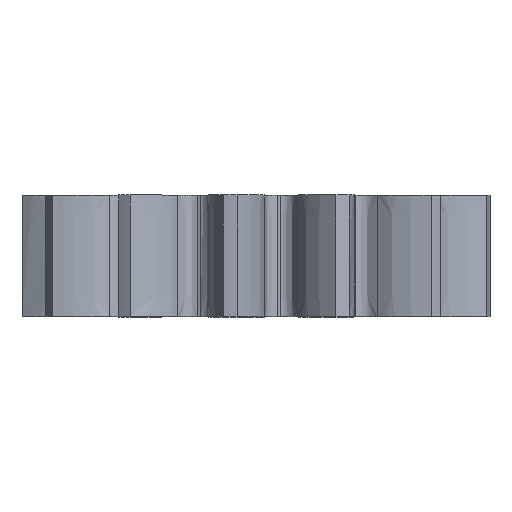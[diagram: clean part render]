
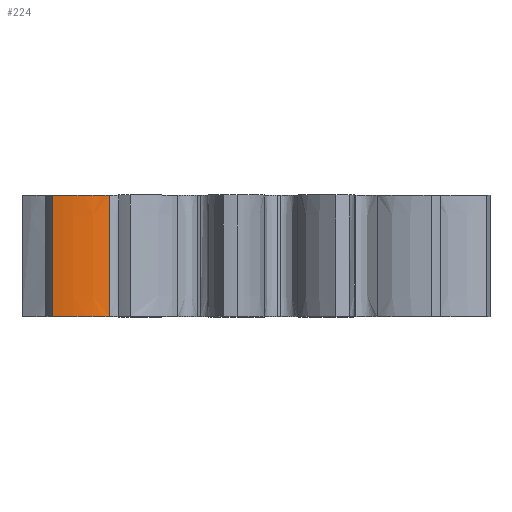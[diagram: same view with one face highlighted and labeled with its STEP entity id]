
A CAD part, top view. The second image highlights one B-rep face of the part: STEP entity #224.
In plain terms, the highlighted face is a extrusion surface.
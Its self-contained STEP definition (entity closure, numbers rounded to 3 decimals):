
#224=ADVANCED_FACE('',(#903),#905,.F.);
#903=FACE_BOUND('',#904,.T.);
#904=EDGE_LOOP('',(#1547,#1548,#1549,#1550));
#905=SURFACE_OF_LINEAR_EXTRUSION('',#906,#907);
#906=B_SPLINE_CURVE_WITH_KNOTS('',3,
(#1551,#1552,#1553,#1554,#1555,#1556,#1557,#1558,#1559,#1560,#1561,#1562,#1563,#1564),
.UNSPECIFIED.,.F.,.F.,
(4,2,2,2,2,2,4),
(0.,0.15,0.306,0.469,0.64,0.816,
1.),
.UNSPECIFIED.);
#907=VECTOR('',#908,12.);
#908=DIRECTION('',(0.,1.,0.));
#1547=ORIENTED_EDGE('',*,*,#2649,.F.);
#1548=ORIENTED_EDGE('',*,*,#2660,.T.);
#1549=ORIENTED_EDGE('',*,*,#2539,.F.);
#1550=ORIENTED_EDGE('',*,*,#2525,.F.);
#1551=CARTESIAN_POINT('',(-14.749,0.,10.886));
#1552=CARTESIAN_POINT('',(-15.002,0.,11.028));
#1553=CARTESIAN_POINT('',(-15.264,0.,11.148));
#1554=CARTESIAN_POINT('',(-15.816,0.,11.346));
#1555=CARTESIAN_POINT('',(-16.112,0.,11.415));
#1556=CARTESIAN_POINT('',(-16.714,0.,11.537));
#1557=CARTESIAN_POINT('',(-17.027,0.,11.578));
#1558=CARTESIAN_POINT('',(-17.664,0.,11.638));
#1559=CARTESIAN_POINT('',(-17.992,0.,11.651));
#1560=CARTESIAN_POINT('',(-18.659,0.,11.652));
#1561=CARTESIAN_POINT('',(-19.,0.,11.636));
#1562=CARTESIAN_POINT('',(-19.69,0.,11.581));
#1563=CARTESIAN_POINT('',(-20.04,0.,11.538));
#1564=CARTESIAN_POINT('',(-20.39,0.,11.481));
#2525=EDGE_CURVE('',#2807,#2808,#2809,.T.);
#2539=EDGE_CURVE('',#2808,#2833,#2834,.F.);
#2649=EDGE_CURVE('',#3030,#2807,#3032,.T.);
#2660=EDGE_CURVE('',#3030,#2833,#3050,.T.);
#2807=VERTEX_POINT('',#3317);
#2808=VERTEX_POINT('',#3318);
#2809=LINE('',#3319,#3320);
#2833=VERTEX_POINT('',#3463);
#2834=B_SPLINE_CURVE_WITH_KNOTS('',3,
(#3464,#3465,#3466,#3467,#3468,#3469,#3470,#3471,#3472,#3473,#3474,#3475,#3476,#3477),
.UNSPECIFIED.,.F.,.F.,
(4,2,2,2,2,2,4),
(0.,0.15,0.306,0.469,0.64,0.816,
1.),
.UNSPECIFIED.);
#3030=VERTEX_POINT('',#4857);
#3032=B_SPLINE_CURVE_WITH_KNOTS('',3,
(#4872,#4873,#4874,#4875,#4876,#4877,#4878,#4879,#4880,#4881,#4882,#4883,#4884,#4885),
.UNSPECIFIED.,.F.,.F.,
(4,2,2,2,2,2,4),
(0.,0.15,0.306,0.469,0.64,0.816,
1.),
.UNSPECIFIED.);
#3050=LINE('',#5002,#5003);
#3317=CARTESIAN_POINT('',(-20.39,0.,11.481));
#3318=CARTESIAN_POINT('',(-20.39,12.,11.481));
#3319=CARTESIAN_POINT('',(-20.39,0.,11.481));
#3320=VECTOR('',#3321,1.);
#3321=DIRECTION('',(0.,1.,0.));
#3463=CARTESIAN_POINT('',(-14.749,12.,10.886));
#3464=CARTESIAN_POINT('',(-14.749,12.,10.886));
#3465=CARTESIAN_POINT('',(-15.002,12.,11.028));
#3466=CARTESIAN_POINT('',(-15.264,12.,11.148));
#3467=CARTESIAN_POINT('',(-15.816,12.,11.346));
#3468=CARTESIAN_POINT('',(-16.112,12.,11.415));
#3469=CARTESIAN_POINT('',(-16.714,12.,11.537));
#3470=CARTESIAN_POINT('',(-17.027,12.,11.578));
#3471=CARTESIAN_POINT('',(-17.664,12.,11.638));
#3472=CARTESIAN_POINT('',(-17.992,12.,11.651));
#3473=CARTESIAN_POINT('',(-18.659,12.,11.652));
#3474=CARTESIAN_POINT('',(-19.,12.,11.636));
#3475=CARTESIAN_POINT('',(-19.69,12.,11.581));
#3476=CARTESIAN_POINT('',(-20.04,12.,11.538));
#3477=CARTESIAN_POINT('',(-20.39,12.,11.481));
#4857=CARTESIAN_POINT('',(-14.749,0.,10.886));
#4872=CARTESIAN_POINT('',(-14.749,0.,10.886));
#4873=CARTESIAN_POINT('',(-15.002,0.,11.028));
#4874=CARTESIAN_POINT('',(-15.264,0.,11.148));
#4875=CARTESIAN_POINT('',(-15.816,0.,11.346));
#4876=CARTESIAN_POINT('',(-16.112,0.,11.415));
#4877=CARTESIAN_POINT('',(-16.714,0.,11.537));
#4878=CARTESIAN_POINT('',(-17.027,0.,11.578));
#4879=CARTESIAN_POINT('',(-17.664,0.,11.638));
#4880=CARTESIAN_POINT('',(-17.992,0.,11.651));
#4881=CARTESIAN_POINT('',(-18.659,0.,11.652));
#4882=CARTESIAN_POINT('',(-19.,0.,11.636));
#4883=CARTESIAN_POINT('',(-19.69,0.,11.581));
#4884=CARTESIAN_POINT('',(-20.04,0.,11.538));
#4885=CARTESIAN_POINT('',(-20.39,0.,11.481));
#5002=CARTESIAN_POINT('',(-14.749,0.,10.886));
#5003=VECTOR('',#5004,1.);
#5004=DIRECTION('',(0.,1.,0.));
